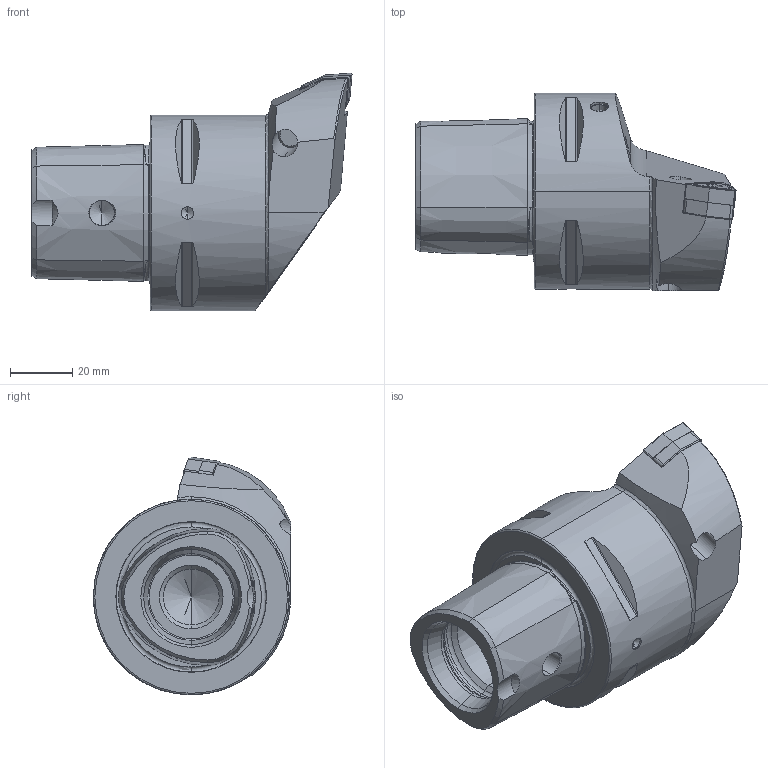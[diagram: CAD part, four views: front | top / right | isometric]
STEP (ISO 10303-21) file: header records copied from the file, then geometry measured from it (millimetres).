
FILE_DESCRIPTION (( 'STEP AP203' ), '1' );
FILE_NAME ('PS6-PWE.LLA.065.STEP', '2012-04-16T07:55:15', ( 'SwiAdmin' ), ( '' ), 'SwSTEP 2.0', 'SolidWorks 2012', '' );
FILE_SCHEMA (( 'CONFIG_CONTROL_DESIGN' ));
Length unit declared in the file: millimetre
Products named in the file (8): PS6-PWE.LLA.065; KVT_MB_600_060; WNMG080404; WWE-ER2.101.004_A; WCD-ER1.101.000; WCD-ER4.101.017_A; WDF-ER3.101.000_A; PS6-PWE.LLA.065_A
Assembly tree (7 placements, depth 2):
  PS6-PWE.LLA.065
    PS6-PWE.LLA.065_A
    WDF-ER3.101.000_A
    WCD-ER4.101.017_A
    WCD-ER1.101.000
    WWE-ER2.101.004_A
    WNMG080404
    KVT_MB_600_060
Bounding box: 103 x 63.5 x 76.5 mm (x, y, z)
Volume: 171634.7 mm3; surface area: 31378.8 mm2
Topology: 8 solids, 8 shells, 349 faces, 847 edges, 506 vertices
Faces by surface type: cone 107, plane 100, cylinder 82, torus 39, bspline 19, sphere 2
Entity records: 12052 total; most frequent: CARTESIAN_POINT 3419, ORIENTED_EDGE 1656, DIRECTION 1606, EDGE_CURVE 828, AXIS2_PLACEMENT_3D 626, VERTEX_POINT 503, EDGE_LOOP 371, LINE 354
